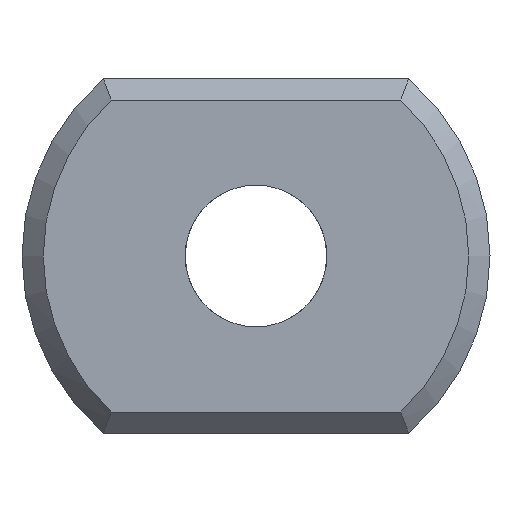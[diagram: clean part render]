
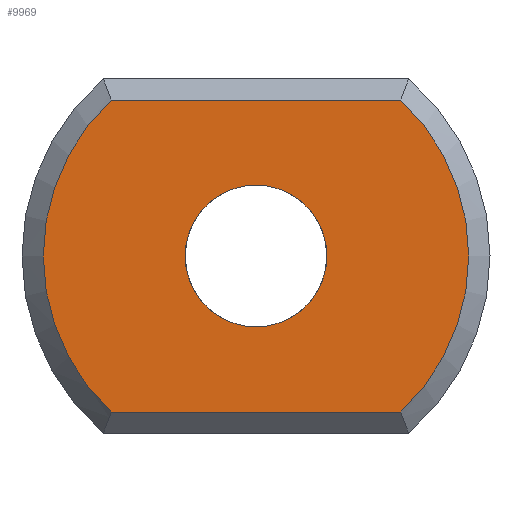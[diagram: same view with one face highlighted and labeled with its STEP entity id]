
A CAD part, left-side view. The second image highlights one B-rep face of the part: STEP entity #9969.
In plain terms, the highlighted planar face has unit normal (-1, 0, 0).
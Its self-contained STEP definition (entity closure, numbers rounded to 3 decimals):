
#24 = VERTEX_POINT('',#25);
#25 = CARTESIAN_POINT('',(0.,-2.04,2.2));
#33 = PLANE('',#34);
#34 = AXIS2_PLACEMENT_3D('',#35,#36,#37);
#35 = CARTESIAN_POINT('',(0.15,-2.154,2.35));
#36 = DIRECTION('',(0.707,0.,-0.707));
#37 = DIRECTION('',(0.,-1.,0.));
#45 = CONICAL_SURFACE('',#46,3.3,0.785);
#46 = AXIS2_PLACEMENT_3D('',#47,#48,#49);
#47 = CARTESIAN_POINT('',(0.3,0.,0.));
#48 = DIRECTION('',(1.,0.,0.));
#49 = DIRECTION('',(0.,-0.653,0.758));
#89 = VERTEX_POINT('',#90);
#90 = CARTESIAN_POINT('',(0.,2.04,2.2));
#105 = CONICAL_SURFACE('',#106,3.3,0.785);
#106 = AXIS2_PLACEMENT_3D('',#107,#108,#109);
#107 = CARTESIAN_POINT('',(0.3,0.,0.));
#108 = DIRECTION('',(1.,0.,0.));
#109 = DIRECTION('',(0.,0.653,-0.758));
#120 = EDGE_CURVE('',#24,#89,#121,.T.);
#121 = SURFACE_CURVE('',#122,(#126,#133),.PCURVE_S1.);
#122 = LINE('',#123,#124);
#123 = CARTESIAN_POINT('',(0.,-2.154,2.2));
#124 = VECTOR('',#125,1.);
#125 = DIRECTION('',(0.,1.,0.));
#126 = PCURVE('',#33,#127);
#127 = DEFINITIONAL_REPRESENTATION('',(#128),#132);
#128 = LINE('',#129,#130);
#129 = CARTESIAN_POINT('',(0.,0.212));
#130 = VECTOR('',#131,1.);
#131 = DIRECTION('',(-1.,0.));
#132 = ( GEOMETRIC_REPRESENTATION_CONTEXT(2) 
PARAMETRIC_REPRESENTATION_CONTEXT() REPRESENTATION_CONTEXT('2D SPACE',''
  ) );
#133 = PCURVE('',#134,#139);
#134 = PLANE('',#135);
#135 = AXIS2_PLACEMENT_3D('',#136,#137,#138);
#136 = CARTESIAN_POINT('',(0.,0.,0.));
#137 = DIRECTION('',(1.,0.,0.));
#138 = DIRECTION('',(0.,0.,1.));
#139 = DEFINITIONAL_REPRESENTATION('',(#140),#144);
#140 = LINE('',#141,#142);
#141 = CARTESIAN_POINT('',(2.2,2.154));
#142 = VECTOR('',#143,1.);
#143 = DIRECTION('',(0.,-1.));
#144 = ( GEOMETRIC_REPRESENTATION_CONTEXT(2) 
PARAMETRIC_REPRESENTATION_CONTEXT() REPRESENTATION_CONTEXT('2D SPACE',''
  ) );
#180 = VERTEX_POINT('',#181);
#181 = CARTESIAN_POINT('',(0.,-2.04,-2.2));
#199 = PLANE('',#200);
#200 = AXIS2_PLACEMENT_3D('',#201,#202,#203);
#201 = CARTESIAN_POINT('',(0.15,-2.154,-2.35));
#202 = DIRECTION('',(-0.707,0.,-0.707));
#203 = DIRECTION('',(0.,-1.,0.));
#211 = EDGE_CURVE('',#24,#180,#212,.T.);
#212 = SURFACE_CURVE('',#213,(#218,#225),.PCURVE_S1.);
#213 = CIRCLE('',#214,3.);
#214 = AXIS2_PLACEMENT_3D('',#215,#216,#217);
#215 = CARTESIAN_POINT('',(0.,0.,0.));
#216 = DIRECTION('',(1.,0.,0.));
#217 = DIRECTION('',(0.,-0.653,0.758)
  );
#218 = PCURVE('',#45,#219);
#219 = DEFINITIONAL_REPRESENTATION('',(#220),#224);
#220 = LINE('',#221,#222);
#221 = CARTESIAN_POINT('',(0.,-0.3));
#222 = VECTOR('',#223,1.);
#223 = DIRECTION('',(1.,-0.));
#224 = ( GEOMETRIC_REPRESENTATION_CONTEXT(2) 
PARAMETRIC_REPRESENTATION_CONTEXT() REPRESENTATION_CONTEXT('2D SPACE',''
  ) );
#225 = PCURVE('',#134,#226);
#226 = DEFINITIONAL_REPRESENTATION('',(#227),#231);
#227 = CIRCLE('',#228,3.);
#228 = AXIS2_PLACEMENT_2D('',#229,#230);
#229 = CARTESIAN_POINT('',(0.,0.));
#230 = DIRECTION('',(0.758,0.653));
#231 = ( GEOMETRIC_REPRESENTATION_CONTEXT(2) 
PARAMETRIC_REPRESENTATION_CONTEXT() REPRESENTATION_CONTEXT('2D SPACE',''
  ) );
#9969 = ADVANCED_FACE('',(#9970,#10019),#134,.F.);
#9970 = FACE_BOUND('',#9971,.F.);
#9971 = EDGE_LOOP('',(#9972,#9996,#9997,#9998));
#9972 = ORIENTED_EDGE('',*,*,#9973,.T.);
#9973 = EDGE_CURVE('',#9974,#89,#9976,.T.);
#9974 = VERTEX_POINT('',#9975);
#9975 = CARTESIAN_POINT('',(0.,2.04,-2.2));
#9976 = SURFACE_CURVE('',#9977,(#9982,#9989),.PCURVE_S1.);
#9977 = CIRCLE('',#9978,3.);
#9978 = AXIS2_PLACEMENT_3D('',#9979,#9980,#9981);
#9979 = CARTESIAN_POINT('',(0.,0.,0.));
#9980 = DIRECTION('',(1.,0.,0.));
#9981 = DIRECTION('',(0.,0.653,-0.758)
  );
#9982 = PCURVE('',#134,#9983);
#9983 = DEFINITIONAL_REPRESENTATION('',(#9984),#9988);
#9984 = CIRCLE('',#9985,3.);
#9985 = AXIS2_PLACEMENT_2D('',#9986,#9987);
#9986 = CARTESIAN_POINT('',(0.,0.));
#9987 = DIRECTION('',(-0.758,-0.653));
#9988 = ( GEOMETRIC_REPRESENTATION_CONTEXT(2) 
PARAMETRIC_REPRESENTATION_CONTEXT() REPRESENTATION_CONTEXT('2D SPACE',''
  ) );
#9989 = PCURVE('',#105,#9990);
#9990 = DEFINITIONAL_REPRESENTATION('',(#9991),#9995);
#9991 = LINE('',#9992,#9993);
#9992 = CARTESIAN_POINT('',(0.,-0.3));
#9993 = VECTOR('',#9994,1.);
#9994 = DIRECTION('',(1.,-0.));
#9995 = ( GEOMETRIC_REPRESENTATION_CONTEXT(2) 
PARAMETRIC_REPRESENTATION_CONTEXT() REPRESENTATION_CONTEXT('2D SPACE',''
  ) );
#9996 = ORIENTED_EDGE('',*,*,#120,.F.);
#9997 = ORIENTED_EDGE('',*,*,#211,.T.);
#9998 = ORIENTED_EDGE('',*,*,#9999,.T.);
#9999 = EDGE_CURVE('',#180,#9974,#10000,.T.);
#10000 = SURFACE_CURVE('',#10001,(#10005,#10012),.PCURVE_S1.);
#10001 = LINE('',#10002,#10003);
#10002 = CARTESIAN_POINT('',(0.,-2.154,-2.2));
#10003 = VECTOR('',#10004,1.);
#10004 = DIRECTION('',(0.,1.,0.));
#10005 = PCURVE('',#134,#10006);
#10006 = DEFINITIONAL_REPRESENTATION('',(#10007),#10011);
#10007 = LINE('',#10008,#10009);
#10008 = CARTESIAN_POINT('',(-2.2,2.154));
#10009 = VECTOR('',#10010,1.);
#10010 = DIRECTION('',(0.,-1.));
#10011 = ( GEOMETRIC_REPRESENTATION_CONTEXT(2) 
PARAMETRIC_REPRESENTATION_CONTEXT() REPRESENTATION_CONTEXT('2D SPACE',''
  ) );
#10012 = PCURVE('',#199,#10013);
#10013 = DEFINITIONAL_REPRESENTATION('',(#10014),#10018);
#10014 = LINE('',#10015,#10016);
#10015 = CARTESIAN_POINT('',(0.,0.212));
#10016 = VECTOR('',#10017,1.);
#10017 = DIRECTION('',(-1.,0.));
#10018 = ( GEOMETRIC_REPRESENTATION_CONTEXT(2) 
PARAMETRIC_REPRESENTATION_CONTEXT() REPRESENTATION_CONTEXT('2D SPACE',''
  ) );
#10019 = FACE_BOUND('',#10020,.T.);
#10020 = EDGE_LOOP('',(#10021));
#10021 = ORIENTED_EDGE('',*,*,#10022,.T.);
#10022 = EDGE_CURVE('',#10023,#10023,#10025,.T.);
#10023 = VERTEX_POINT('',#10024);
#10024 = CARTESIAN_POINT('',(0.,1.,0.));
#10025 = SURFACE_CURVE('',#10026,(#10031,#10038),.PCURVE_S1.);
#10026 = CIRCLE('',#10027,1.);
#10027 = AXIS2_PLACEMENT_3D('',#10028,#10029,#10030);
#10028 = CARTESIAN_POINT('',(0.,0.,0.));
#10029 = DIRECTION('',(1.,0.,0.));
#10030 = DIRECTION('',(0.,1.,0.));
#10031 = PCURVE('',#134,#10032);
#10032 = DEFINITIONAL_REPRESENTATION('',(#10033),#10037);
#10033 = CIRCLE('',#10034,1.);
#10034 = AXIS2_PLACEMENT_2D('',#10035,#10036);
#10035 = CARTESIAN_POINT('',(0.,0.));
#10036 = DIRECTION('',(0.,-1.));
#10037 = ( GEOMETRIC_REPRESENTATION_CONTEXT(2) 
PARAMETRIC_REPRESENTATION_CONTEXT() REPRESENTATION_CONTEXT('2D SPACE',''
  ) );
#10038 = PCURVE('',#10039,#10044);
#10039 = CYLINDRICAL_SURFACE('',#10040,1.);
#10040 = AXIS2_PLACEMENT_3D('',#10041,#10042,#10043);
#10041 = CARTESIAN_POINT('',(0.,0.,0.));
#10042 = DIRECTION('',(-1.,0.,0.));
#10043 = DIRECTION('',(0.,1.,0.));
#10044 = DEFINITIONAL_REPRESENTATION('',(#10045),#10049);
#10045 = LINE('',#10046,#10047);
#10046 = CARTESIAN_POINT('',(-0.,0.));
#10047 = VECTOR('',#10048,1.);
#10048 = DIRECTION('',(-1.,0.));
#10049 = ( GEOMETRIC_REPRESENTATION_CONTEXT(2) 
PARAMETRIC_REPRESENTATION_CONTEXT() REPRESENTATION_CONTEXT('2D SPACE',''
  ) );
